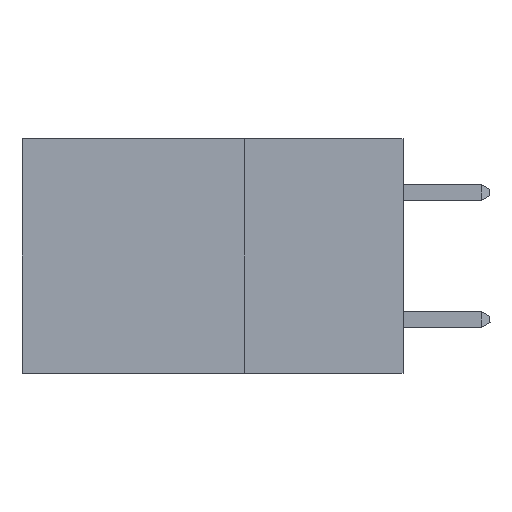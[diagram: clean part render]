
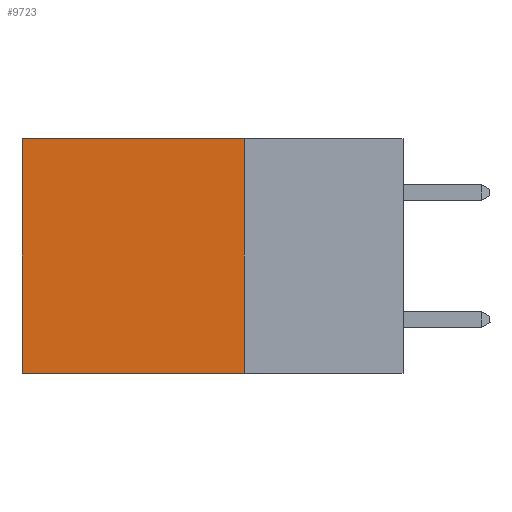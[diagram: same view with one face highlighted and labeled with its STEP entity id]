
A CAD part, left-side view. The second image highlights one B-rep face of the part: STEP entity #9723.
In plain terms, the highlighted planar face has unit normal (-1, 0, 0).
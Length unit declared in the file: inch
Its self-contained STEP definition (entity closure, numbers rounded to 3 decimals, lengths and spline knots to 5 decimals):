
#12 = EDGE_CURVE ( 'NONE', #16464, #133, #14167, .T. ) ;
#68 = EDGE_CURVE ( 'NONE', #21493, #16464, #21838, .T. ) ;
#133 = VERTEX_POINT ( 'NONE', #3319 ) ;
#269 = VECTOR ( 'NONE', #22040, 39.37008 ) ;
#1461 = ORIENTED_EDGE ( 'NONE', *, *, #21087, .F. ) ;
#2372 = CARTESIAN_POINT ( 'NONE',  ( 0.2875, 0.6, 0. ) ) ;
#3081 = CARTESIAN_POINT ( 'NONE',  ( 0.2875, 0.25, -0.37 ) ) ;
#3163 = DIRECTION ( 'NONE',  ( 0., 0., -1. ) ) ;
#3319 = CARTESIAN_POINT ( 'NONE',  ( 0.2875, 0.6, -0.37 ) ) ;
#3716 = VECTOR ( 'NONE', #8014, 39.37008 ) ;
#4381 = VECTOR ( 'NONE', #9980, 39.37008 ) ;
#6117 = VERTEX_POINT ( 'NONE', #3081 ) ;
#6223 = ORIENTED_EDGE ( 'NONE', *, *, #68, .T. ) ;
#6260 = PLANE ( 'NONE',  #18814 ) ;
#6491 = CARTESIAN_POINT ( 'NONE',  ( 0.2875, 0.25, 0. ) ) ;
#8014 = DIRECTION ( 'NONE',  ( 0., 1., 0. ) ) ;
#8155 = CARTESIAN_POINT ( 'NONE',  ( 0.2875, 0.6, 0. ) ) ;
#9678 = CARTESIAN_POINT ( 'NONE',  ( 0.2875, 0.25, 0. ) ) ;
#9723 = ADVANCED_FACE ( 'NONE', ( #13515 ), #6260, .F. ) ;
#9980 = DIRECTION ( 'NONE',  ( 0., 1., 0. ) ) ;
#10146 = ORIENTED_EDGE ( 'NONE', *, *, #18393, .F. ) ;
#10710 = CARTESIAN_POINT ( 'NONE',  ( 0.2875, 0.25, -0.37 ) ) ;
#11484 = DIRECTION ( 'NONE',  ( 1., 0., 0. ) ) ;
#11751 = LINE ( 'NONE', #17069, #14779 ) ;
#13245 = CARTESIAN_POINT ( 'NONE',  ( 0.2875, 0.25, 0. ) ) ;
#13463 = DIRECTION ( 'NONE',  ( 0., 0., -1. ) ) ;
#13515 = FACE_OUTER_BOUND ( 'NONE', #15499, .T. ) ;
#14167 = LINE ( 'NONE', #8155, #269 ) ;
#14650 = LINE ( 'NONE', #10710, #3716 ) ;
#14779 = VECTOR ( 'NONE', #3163, 39.37008 ) ;
#15499 = EDGE_LOOP ( 'NONE', ( #20941, #10146, #1461, #6223 ) ) ;
#16464 = VERTEX_POINT ( 'NONE', #2372 ) ;
#17069 = CARTESIAN_POINT ( 'NONE',  ( 0.2875, 0.25, 0. ) ) ;
#18393 = EDGE_CURVE ( 'NONE', #6117, #133, #14650, .T. ) ;
#18814 = AXIS2_PLACEMENT_3D ( 'NONE', #13245, #11484, #13463 ) ;
#20941 = ORIENTED_EDGE ( 'NONE', *, *, #12, .T. ) ;
#21087 = EDGE_CURVE ( 'NONE', #21493, #6117, #11751, .T. ) ;
#21493 = VERTEX_POINT ( 'NONE', #9678 ) ;
#21838 = LINE ( 'NONE', #6491, #4381 ) ;
#22040 = DIRECTION ( 'NONE',  ( 0., 0., -1. ) ) ;
